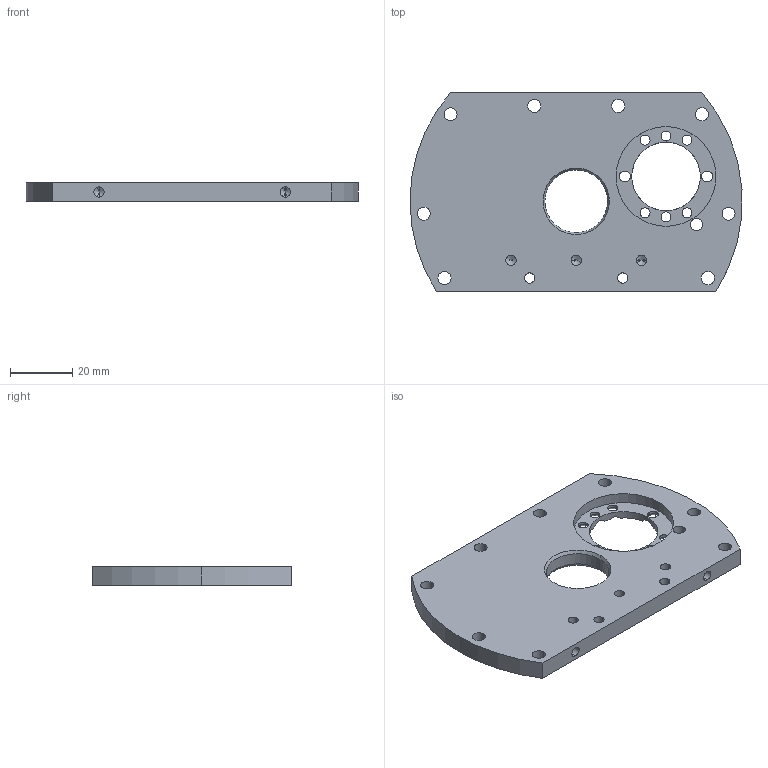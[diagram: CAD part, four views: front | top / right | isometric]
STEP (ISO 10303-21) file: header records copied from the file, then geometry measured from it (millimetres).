
FILE_DESCRIPTION (( 'STEP AP203' ), '1' );
FILE_NAME ('IP68-POD-PLATMOT.STEP', '2021-12-10T13:41:17', ( '' ), ( '' ), 'SwSTEP 2.0', 'SolidWorks 2016', '' );
FILE_SCHEMA (( 'CONFIG_CONTROL_DESIGN' ));
Length unit declared in the file: millimetre
Products named in the file (1): IP68-POD-PLATMOT
Bounding box: 106.87 x 64 x 6 mm (x, y, z)
Volume: 31051.5 mm3; surface area: 15197.8 mm2
Topology: 1 solids, 1 shells, 112 faces, 313 edges, 188 vertices
Faces by surface type: cylinder 63, cone 36, plane 13
Entity records: 3788 total; most frequent: CARTESIAN_POINT 715, DIRECTION 677, ORIENTED_EDGE 598, EDGE_CURVE 299, AXIS2_PLACEMENT_3D 276, VERTEX_POINT 188, CIRCLE 163, EDGE_LOOP 153
